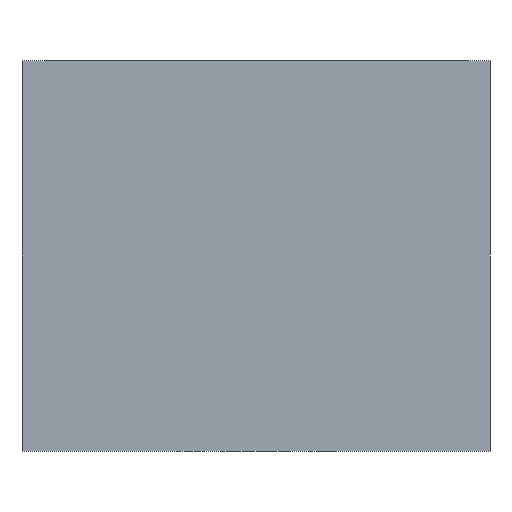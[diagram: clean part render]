
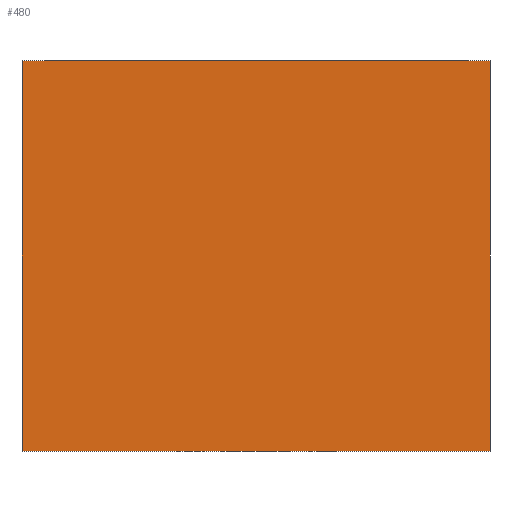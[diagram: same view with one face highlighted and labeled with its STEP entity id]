
A CAD part, front view. The second image highlights one B-rep face of the part: STEP entity #480.
In plain terms, the highlighted planar face has unit normal (0, -1, 0).
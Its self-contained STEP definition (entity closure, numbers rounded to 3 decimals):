
#62=CARTESIAN_POINT('',(315.,-10.,-3.5));
#63=VERTEX_POINT('',#62);
#78=CARTESIAN_POINT('',(315.,-10.,67.5));
#79=VERTEX_POINT('',#78);
#86=CARTESIAN_POINT('',(315.,-10.,-3.5));
#87=DIRECTION('',(0.,0.,1.));
#88=VECTOR('',#87,71.);
#89=LINE('',#86,#88);
#90=EDGE_CURVE('',#63,#79,#89,.T.);
#450=CARTESIAN_POINT('',(272.5,-10.,-19.));
#451=DIRECTION('',(0.,-1.,0.));
#452=DIRECTION('',(-0.,0.,-1.));
#453=AXIS2_PLACEMENT_3D('',#450,#451,#452);
#454=PLANE('',#453);
#455=CARTESIAN_POINT('',(230.,-10.,-3.5));
#456=VERTEX_POINT('',#455);
#457=CARTESIAN_POINT('',(230.,-10.,67.5));
#458=VERTEX_POINT('',#457);
#459=CARTESIAN_POINT('',(230.,-10.,-3.5));
#460=DIRECTION('',(0.,0.,1.));
#461=VECTOR('',#460,71.);
#462=LINE('',#459,#461);
#463=EDGE_CURVE('',#456,#458,#462,.T.);
#464=ORIENTED_EDGE('',*,*,#463,.F.);
#465=CARTESIAN_POINT('',(315.,-10.,-3.5));
#466=DIRECTION('',(-1.,0.,0.));
#467=VECTOR('',#466,85.);
#468=LINE('',#465,#467);
#469=EDGE_CURVE('',#63,#456,#468,.T.);
#470=ORIENTED_EDGE('',*,*,#469,.F.);
#471=ORIENTED_EDGE('',*,*,#90,.T.);
#472=CARTESIAN_POINT('',(230.,-10.,67.5));
#473=DIRECTION('',(1.,0.,-0.));
#474=VECTOR('',#473,85.);
#475=LINE('',#472,#474);
#476=EDGE_CURVE('',#458,#79,#475,.T.);
#477=ORIENTED_EDGE('',*,*,#476,.F.);
#478=EDGE_LOOP('',(#464,#470,#471,#477));
#479=FACE_BOUND('',#478,.T.);
#480=ADVANCED_FACE('',(#479),#454,.T.);
